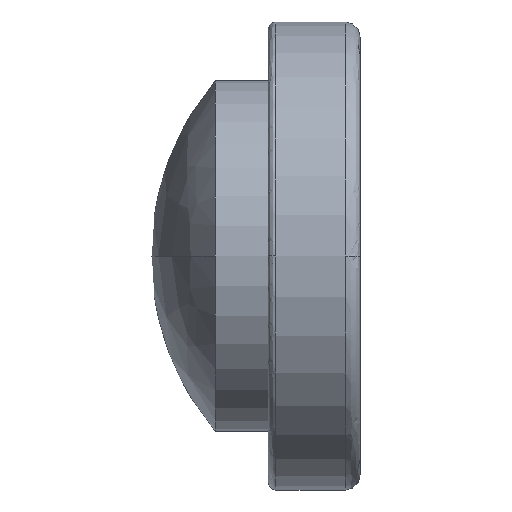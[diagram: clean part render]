
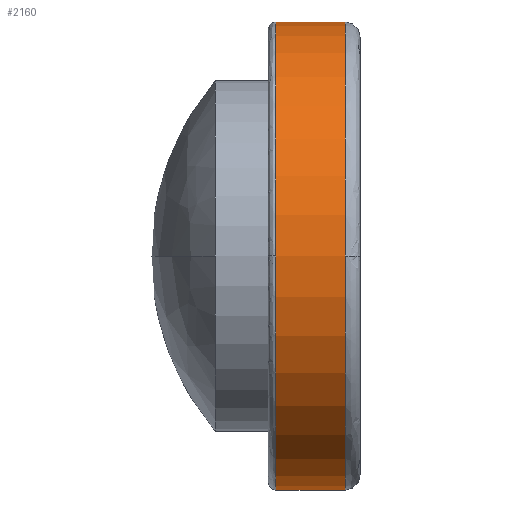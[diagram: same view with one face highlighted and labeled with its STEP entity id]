
A CAD part, left-side view. The second image highlights one B-rep face of the part: STEP entity #2160.
In plain terms, the highlighted cylindrical face has radius 12 mm (diameter 24 mm), a partial arc.
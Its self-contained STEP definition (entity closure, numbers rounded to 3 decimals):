
#32 = CARTESIAN_POINT ( 'NONE',  ( 0., 24.968, 12. ) ) ;
#45 = CARTESIAN_POINT ( 'NONE',  ( 0., 24.968, 0. ) ) ;
#56 = ORIENTED_EDGE ( 'NONE', *, *, #1961, .T. ) ;
#68 = DIRECTION ( 'NONE',  ( 0., 1., 0. ) ) ;
#247 = DIRECTION ( 'NONE',  ( 0., 1., 0. ) ) ;
#264 = CARTESIAN_POINT ( 'NONE',  ( 0., 0., -12. ) ) ;
#318 = DIRECTION ( 'NONE',  ( 0., 0., -1. ) ) ;
#399 = CARTESIAN_POINT ( 'NONE',  ( 0., 24.968, -12. ) ) ;
#422 = VECTOR ( 'NONE', #1050, 1000. ) ;
#501 = AXIS2_PLACEMENT_3D ( 'NONE', #881, #68, #1821 ) ;
#529 = EDGE_CURVE ( 'NONE', #2437, #1870, #1889, .T. ) ;
#530 = CYLINDRICAL_SURFACE ( 'NONE', #2187, 12. ) ;
#549 = DIRECTION ( 'NONE',  ( 0., 1., 0. ) ) ;
#623 = CARTESIAN_POINT ( 'NONE',  ( 0., 21.411, 12. ) ) ;
#629 = VERTEX_POINT ( 'NONE', #399 ) ;
#651 = ORIENTED_EDGE ( 'NONE', *, *, #1932, .F. ) ;
#761 = VERTEX_POINT ( 'NONE', #623 ) ;
#763 = FACE_OUTER_BOUND ( 'NONE', #815, .T. ) ;
#768 = DIRECTION ( 'NONE',  ( 0., 0., -1. ) ) ;
#815 = EDGE_LOOP ( 'NONE', ( #2325, #651, #1343, #56, #1929, #906 ) ) ;
#881 = CARTESIAN_POINT ( 'NONE',  ( 0., 24.968, 0. ) ) ;
#904 = CARTESIAN_POINT ( 'NONE',  ( -12., 24.968, 0. ) ) ;
#906 = ORIENTED_EDGE ( 'NONE', *, *, #2127, .T. ) ;
#986 = CARTESIAN_POINT ( 'NONE',  ( 0., 0., 0. ) ) ;
#1043 = DIRECTION ( 'NONE',  ( 1., 0., 0. ) ) ;
#1050 = DIRECTION ( 'NONE',  ( 0., -1., 0. ) ) ;
#1086 = DIRECTION ( 'NONE',  ( 0., 1., 0. ) ) ;
#1133 = CARTESIAN_POINT ( 'NONE',  ( 0., 21.411, 0. ) ) ;
#1178 = EDGE_CURVE ( 'NONE', #1906, #761, #1235, .T. ) ;
#1235 = LINE ( 'NONE', #1801, #2080 ) ;
#1259 = LINE ( 'NONE', #264, #422 ) ;
#1281 = AXIS2_PLACEMENT_3D ( 'NONE', #1133, #549, #768 ) ;
#1343 = ORIENTED_EDGE ( 'NONE', *, *, #1817, .F. ) ;
#1410 = CIRCLE ( 'NONE', #1881, 12. ) ;
#1569 = DIRECTION ( 'NONE',  ( 0., 0., -1. ) ) ;
#1664 = CARTESIAN_POINT ( 'NONE',  ( 0., 21.411, -12. ) ) ;
#1801 = CARTESIAN_POINT ( 'NONE',  ( 0., 0., 12. ) ) ;
#1817 = EDGE_CURVE ( 'NONE', #629, #2120, #2384, .T. ) ;
#1821 = DIRECTION ( 'NONE',  ( 1., 0., 0. ) ) ;
#1870 = VERTEX_POINT ( 'NONE', #1962 ) ;
#1881 = AXIS2_PLACEMENT_3D ( 'NONE', #2414, #1086, #318 ) ;
#1889 = CIRCLE ( 'NONE', #1281, 12. ) ;
#1906 = VERTEX_POINT ( 'NONE', #32 ) ;
#1929 = ORIENTED_EDGE ( 'NONE', *, *, #529, .T. ) ;
#1932 = EDGE_CURVE ( 'NONE', #2120, #1906, #2276, .T. ) ;
#1961 = EDGE_CURVE ( 'NONE', #629, #2437, #1259, .T. ) ;
#1962 = CARTESIAN_POINT ( 'NONE',  ( -12., 21.411, 0. ) ) ;
#2000 = DIRECTION ( 'NONE',  ( 0., -1., 0. ) ) ;
#2046 = AXIS2_PLACEMENT_3D ( 'NONE', #45, #247, #1043 ) ;
#2080 = VECTOR ( 'NONE', #2000, 1000. ) ;
#2120 = VERTEX_POINT ( 'NONE', #904 ) ;
#2127 = EDGE_CURVE ( 'NONE', #1870, #761, #1410, .T. ) ;
#2135 = DIRECTION ( 'NONE',  ( 0., -1., 0. ) ) ;
#2160 = ADVANCED_FACE ( 'NONE', ( #763 ), #530, .T. ) ;
#2187 = AXIS2_PLACEMENT_3D ( 'NONE', #986, #2135, #1569 ) ;
#2276 = CIRCLE ( 'NONE', #501, 12. ) ;
#2325 = ORIENTED_EDGE ( 'NONE', *, *, #1178, .F. ) ;
#2384 = CIRCLE ( 'NONE', #2046, 12. ) ;
#2414 = CARTESIAN_POINT ( 'NONE',  ( 0., 21.411, 0. ) ) ;
#2437 = VERTEX_POINT ( 'NONE', #1664 ) ;
